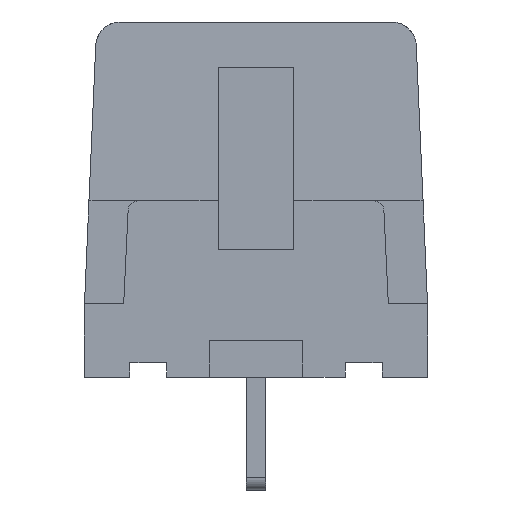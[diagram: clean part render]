
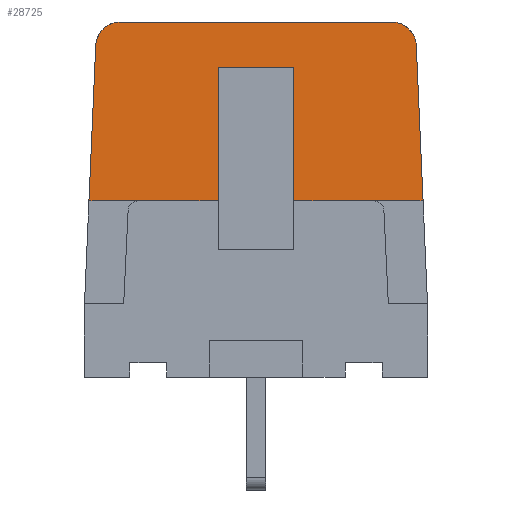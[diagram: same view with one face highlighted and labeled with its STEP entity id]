
A CAD part, front view. The second image highlights one B-rep face of the part: STEP entity #28725.
In plain terms, the highlighted planar face has unit normal (0, -1, 0.032).
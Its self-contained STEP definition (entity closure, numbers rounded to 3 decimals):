
#863=ELLIPSE('',#31195,1.001,1.);
#864=ELLIPSE('',#31196,1.001,1.);
#2523=FACE_OUTER_BOUND('',#4080,.T.);
#4080=EDGE_LOOP('',(#24047,#24048,#24049,#24050,#24051,#24052,#24053,#24054,
#24055,#24056,#24057,#24058));
#6716=LINE('',#48985,#9546);
#6717=LINE('',#48989,#9547);
#6721=LINE('',#48996,#9551);
#6725=LINE('',#49003,#9555);
#6726=LINE('',#49005,#9556);
#6731=LINE('',#49016,#9561);
#6733=LINE('',#49020,#9563);
#6734=LINE('',#49022,#9564);
#6735=LINE('',#49026,#9565);
#6736=LINE('',#49029,#9566);
#9546=VECTOR('',#38443,10.);
#9547=VECTOR('',#38446,10.);
#9551=VECTOR('',#38452,10.);
#9555=VECTOR('',#38460,10.);
#9556=VECTOR('',#38463,10.);
#9561=VECTOR('',#38474,10.);
#9563=VECTOR('',#38478,10.);
#9564=VECTOR('',#38479,10.);
#9565=VECTOR('',#38482,10.);
#9566=VECTOR('',#38485,10.);
#12753=VERTEX_POINT('',#48915);
#12779=VERTEX_POINT('',#48973);
#12782=VERTEX_POINT('',#48983);
#12783=VERTEX_POINT('',#48987);
#12784=VERTEX_POINT('',#48988);
#12786=VERTEX_POINT('',#48995);
#12790=VERTEX_POINT('',#49015);
#12791=VERTEX_POINT('',#49019);
#12792=VERTEX_POINT('',#49021);
#12793=VERTEX_POINT('',#49023);
#12794=VERTEX_POINT('',#49025);
#12795=VERTEX_POINT('',#49027);
#16608=EDGE_CURVE('',#12779,#12782,#6716,.T.);
#16609=EDGE_CURVE('',#12783,#12784,#6717,.T.);
#16613=EDGE_CURVE('',#12782,#12786,#6721,.T.);
#16617=EDGE_CURVE('',#12786,#12783,#6725,.T.);
#16618=EDGE_CURVE('',#12784,#12753,#6726,.T.);
#16623=EDGE_CURVE('',#12790,#12779,#6731,.T.);
#16625=EDGE_CURVE('',#12753,#12791,#6733,.T.);
#16626=EDGE_CURVE('',#12791,#12792,#6734,.T.);
#16627=EDGE_CURVE('',#12793,#12792,#863,.T.);
#16628=EDGE_CURVE('',#12793,#12794,#6735,.T.);
#16629=EDGE_CURVE('',#12795,#12794,#864,.T.);
#16630=EDGE_CURVE('',#12795,#12790,#6736,.T.);
#24047=ORIENTED_EDGE('',*,*,#16609,.T.);
#24048=ORIENTED_EDGE('',*,*,#16618,.T.);
#24049=ORIENTED_EDGE('',*,*,#16625,.T.);
#24050=ORIENTED_EDGE('',*,*,#16626,.T.);
#24051=ORIENTED_EDGE('',*,*,#16627,.F.);
#24052=ORIENTED_EDGE('',*,*,#16628,.T.);
#24053=ORIENTED_EDGE('',*,*,#16629,.F.);
#24054=ORIENTED_EDGE('',*,*,#16630,.T.);
#24055=ORIENTED_EDGE('',*,*,#16623,.T.);
#24056=ORIENTED_EDGE('',*,*,#16608,.T.);
#24057=ORIENTED_EDGE('',*,*,#16613,.T.);
#24058=ORIENTED_EDGE('',*,*,#16617,.T.);
#25792=PLANE('',#31194);
#28725=ADVANCED_FACE('',(#2523),#25792,.T.);
#31194=AXIS2_PLACEMENT_3D('',#49018,#38476,#38477);
#31195=AXIS2_PLACEMENT_3D('',#49024,#38480,#38481);
#31196=AXIS2_PLACEMENT_3D('',#49028,#38483,#38484);
#38443=DIRECTION('',(1.,0.,0.));
#38446=DIRECTION('',(0.,-0.032,-0.999));
#38452=DIRECTION('',(0.,0.032,0.999));
#38460=DIRECTION('',(1.,0.,0.));
#38463=DIRECTION('',(1.,0.,0.));
#38474=DIRECTION('',(1.,0.,0.));
#38476=DIRECTION('center_axis',(0.,-0.999,
0.032));
#38477=DIRECTION('ref_axis',(0.,-0.032,-0.999));
#38478=DIRECTION('',(1.,0.,0.));
#38479=DIRECTION('',(-0.043,0.032,0.999));
#38480=DIRECTION('center_axis',(0.,0.999,
-0.032));
#38481=DIRECTION('ref_axis',(0.,0.032,0.999));
#38482=DIRECTION('',(-1.,0.,0.));
#38483=DIRECTION('center_axis',(0.,0.999,
-0.032));
#38484=DIRECTION('ref_axis',(0.,0.032,0.999));
#38485=DIRECTION('',(-0.043,-0.032,-0.999));
#48915=CARTESIAN_POINT('',(4.819,-4.545,0.));
#48973=CARTESIAN_POINT('',(-4.819,-4.545,0.));
#48983=CARTESIAN_POINT('',(-1.55,-4.545,0.));
#48985=CARTESIAN_POINT('',(3.25,-4.545,0.));
#48987=CARTESIAN_POINT('',(1.55,-4.37,5.436));
#48988=CARTESIAN_POINT('',(1.55,-4.545,0.));
#48989=CARTESIAN_POINT('',(1.55,-4.369,5.468));
#48995=CARTESIAN_POINT('',(-1.55,-4.37,5.436));
#48996=CARTESIAN_POINT('',(-1.55,-4.519,0.823));
#49003=CARTESIAN_POINT('',(1.625,-4.37,5.436));
#49005=CARTESIAN_POINT('',(3.25,-4.545,0.));
#49015=CARTESIAN_POINT('',(-6.817,-4.545,0.));
#49016=CARTESIAN_POINT('',(3.25,-4.545,0.));
#49018=CARTESIAN_POINT('Origin',(3.25,-4.428,3.65));
#49019=CARTESIAN_POINT('',(6.817,-4.545,0.));
#49020=CARTESIAN_POINT('',(3.25,-4.545,0.));
#49021=CARTESIAN_POINT('',(6.542,-4.341,6.343));
#49022=CARTESIAN_POINT('',(6.826,-4.551,-0.187));
#49023=CARTESIAN_POINT('',(5.543,-4.31,7.3));
#49024=CARTESIAN_POINT('Origin',(5.543,-4.342,6.3));
#49025=CARTESIAN_POINT('',(-5.543,-4.31,7.3));
#49026=CARTESIAN_POINT('',(3.25,-4.31,7.3));
#49027=CARTESIAN_POINT('',(-6.542,-4.341,6.343));
#49028=CARTESIAN_POINT('Origin',(-5.543,-4.342,6.3));
#49029=CARTESIAN_POINT('',(-6.57,-4.362,5.698));
